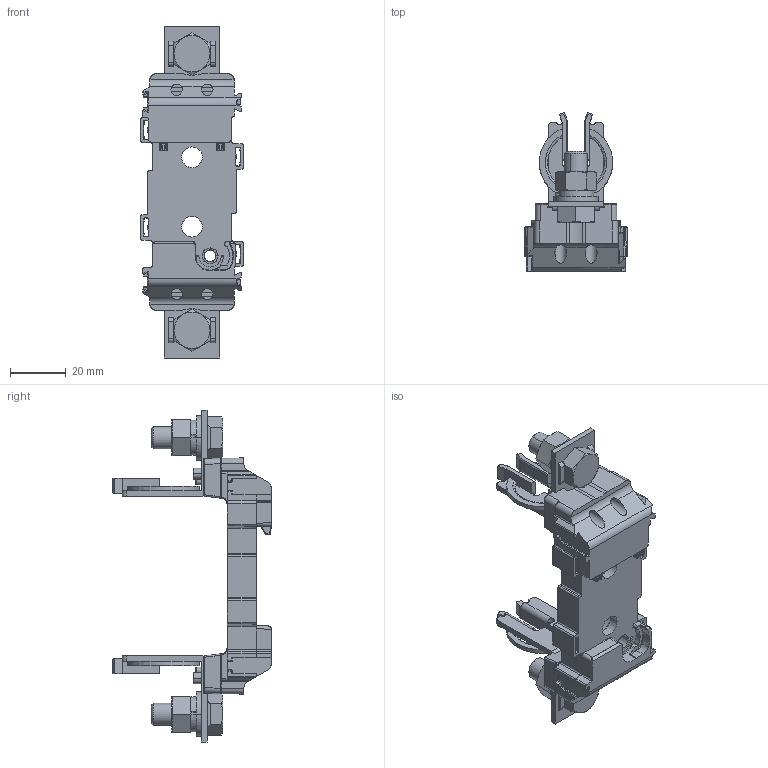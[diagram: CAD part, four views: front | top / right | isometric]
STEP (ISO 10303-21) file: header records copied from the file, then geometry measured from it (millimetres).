
FILE_DESCRIPTION((''),'2;1');
FILE_NAME('004121300_PT00_M8-M8_1P_ASM','2023-10-24T13:01:51',('klemen.sitar'),('Audax d.o.o.'),'CREO PARAMETRIC BY PTC INC, 2021304','CREO PARAMETRIC BY PTC INC, 2021304','');
FILE_SCHEMA(('AP242_MANAGED_MODEL_BASED_3D_ENGINEERING_MIM_LF { 1 0 10303 442 1 1 4 }'));
Products named in the file (11): 0000046520_1_1_1_1; 0000046559_1_1_1_1; 0000031029_1_1_1_1; 0000031031_1_1_1_1; 0000031032_1_1_1_1; 0000031030_1_1_1_1; 0000031008_AF0_1_1_1_1; 0000031008_AF1_1_1_1_1; BASE_V2_1_1_2_1_1; ETI_LOGO_9_9X5_78MM; 004121300_PT00_M8-M8_1P_ASM
Assembly tree (18 placements, depth 2):
  004121300_PT00_M8-M8_1P_ASM
    0000046520_1_1_1_1  x2
    0000046559_1_1_1_1  x4
    0000031029_1_1_1_1  x2
    0000031031_1_1_1_1  x2
    0000031032_1_1_1_1  x2
    0000031030_1_1_1_1  x2
    0000031008_AF0_1_1_1_1
    0000031008_AF1_1_1_1_1
    BASE_V2_1_1_2_1_1
    ETI_LOGO_9_9X5_78MM
Bounding box: 37 x 57.2 x 119.5 mm (x, y, z)
Volume: 45077.4 mm3; surface area: 28433.9 mm2
Topology: 20 solids, 45 shells, 1819 faces, 4556 edges, 2750 vertices
Faces by surface type: plane 674, cylinder 655, bspline 204, torus 125, cone 88, sphere 68, extrusion 4, revolution 1
Entity records: 86050 total; most frequent: CARTESIAN_POINT 25064, ORIENTED_EDGE 7866, DIRECTION 6902, PRESENTATION_STYLE_ASSIGNMENT 5566, STYLED_ITEM 5566, CURVE_STYLE 3946, EDGE_CURVE 3941, AXIS2_PLACEMENT_3D 2480
